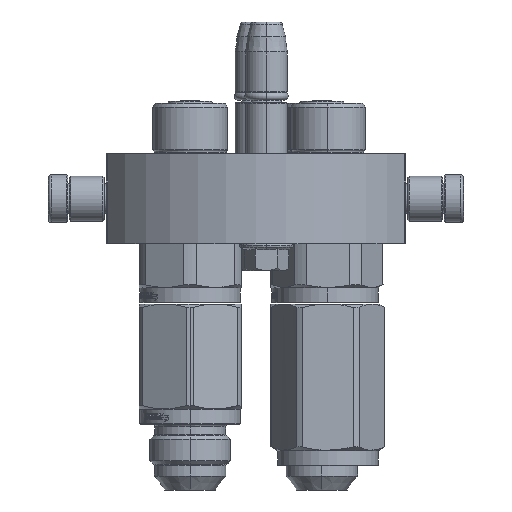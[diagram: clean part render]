
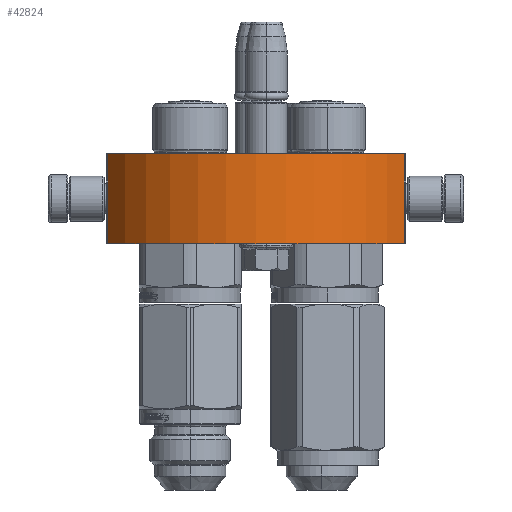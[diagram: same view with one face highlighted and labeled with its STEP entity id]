
A CAD part, left-side view. The second image highlights one B-rep face of the part: STEP entity #42824.
In plain terms, the highlighted cylindrical face has radius 57.25 mm (diameter 114.5 mm), a partial arc.
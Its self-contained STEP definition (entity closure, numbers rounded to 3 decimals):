
#1115 = AXIS2_PLACEMENT_3D ( 'NONE', #25395, #3125, #34263 ) ;
#3125 = DIRECTION ( 'NONE',  ( 0., 1., 0. ) ) ;
#9921 = CARTESIAN_POINT ( 'NONE',  ( 0., 0., 0. ) ) ;
#10562 = EDGE_CURVE ( 'NONE', #37656, #14878, #11489, .T. ) ;
#10634 = AXIS2_PLACEMENT_3D ( 'NONE', #35032, #52586, #43577 ) ;
#11489 = LINE ( 'NONE', #32780, #42558 ) ;
#14878 = VERTEX_POINT ( 'NONE', #35121 ) ;
#15319 = DIRECTION ( 'NONE',  ( 0., 1., 0. ) ) ;
#15985 = ORIENTED_EDGE ( 'NONE', *, *, #36625, .F. ) ;
#18138 = VERTEX_POINT ( 'NONE', #33866 ) ;
#18700 = CIRCLE ( 'NONE', #30628, 57.25 ) ;
#21195 = CARTESIAN_POINT ( 'NONE',  ( 49.5, 30., -28.763 ) ) ;
#23383 = DIRECTION ( 'NONE',  ( 0.865, 0., -0.502 ) ) ;
#24041 = EDGE_CURVE ( 'NONE', #18138, #44651, #47433, .T. ) ;
#25395 = CARTESIAN_POINT ( 'NONE',  ( 0., 30., 0. ) ) ;
#30628 = AXIS2_PLACEMENT_3D ( 'NONE', #9921, #54055, #23383 ) ;
#32780 = CARTESIAN_POINT ( 'NONE',  ( -49.5, 0., -28.763 ) ) ;
#33866 = CARTESIAN_POINT ( 'NONE',  ( 49.5, 0., -28.763 ) ) ;
#34092 = FACE_OUTER_BOUND ( 'NONE', #42775, .T. ) ;
#34263 = DIRECTION ( 'NONE',  ( 0.865, 0., -0.502 ) ) ;
#35032 = CARTESIAN_POINT ( 'NONE',  ( 0., 0., 0. ) ) ;
#35121 = CARTESIAN_POINT ( 'NONE',  ( -49.5, 30., -28.763 ) ) ;
#35467 = ORIENTED_EDGE ( 'NONE', *, *, #38351, .T. ) ;
#36491 = ORIENTED_EDGE ( 'NONE', *, *, #10562, .T. ) ;
#36625 = EDGE_CURVE ( 'NONE', #44651, #14878, #41475, .T. ) ;
#37119 = DIRECTION ( 'NONE',  ( 0., 1., 0. ) ) ;
#37656 = VERTEX_POINT ( 'NONE', #53164 ) ;
#37784 = VECTOR ( 'NONE', #37119, 1000. ) ;
#38351 = EDGE_CURVE ( 'NONE', #18138, #37656, #18700, .T. ) ;
#41475 = CIRCLE ( 'NONE', #1115, 57.25 ) ;
#42558 = VECTOR ( 'NONE', #15319, 1000. ) ;
#42688 = ORIENTED_EDGE ( 'NONE', *, *, #24041, .F. ) ;
#42775 = EDGE_LOOP ( 'NONE', ( #15985, #42688, #35467, #36491 ) ) ;
#42824 = ADVANCED_FACE ( 'NONE', ( #34092 ), #43134, .T. ) ;
#43134 = CYLINDRICAL_SURFACE ( 'NONE', #10634, 57.25 ) ;
#43577 = DIRECTION ( 'NONE',  ( 1., 0., 0. ) ) ;
#44651 = VERTEX_POINT ( 'NONE', #21195 ) ;
#46576 = CARTESIAN_POINT ( 'NONE',  ( 49.5, 0., -28.763 ) ) ;
#47433 = LINE ( 'NONE', #46576, #37784 ) ;
#52586 = DIRECTION ( 'NONE',  ( 0., -1., 0. ) ) ;
#53164 = CARTESIAN_POINT ( 'NONE',  ( -49.5, 0., -28.763 ) ) ;
#54055 = DIRECTION ( 'NONE',  ( 0., 1., 0. ) ) ;
